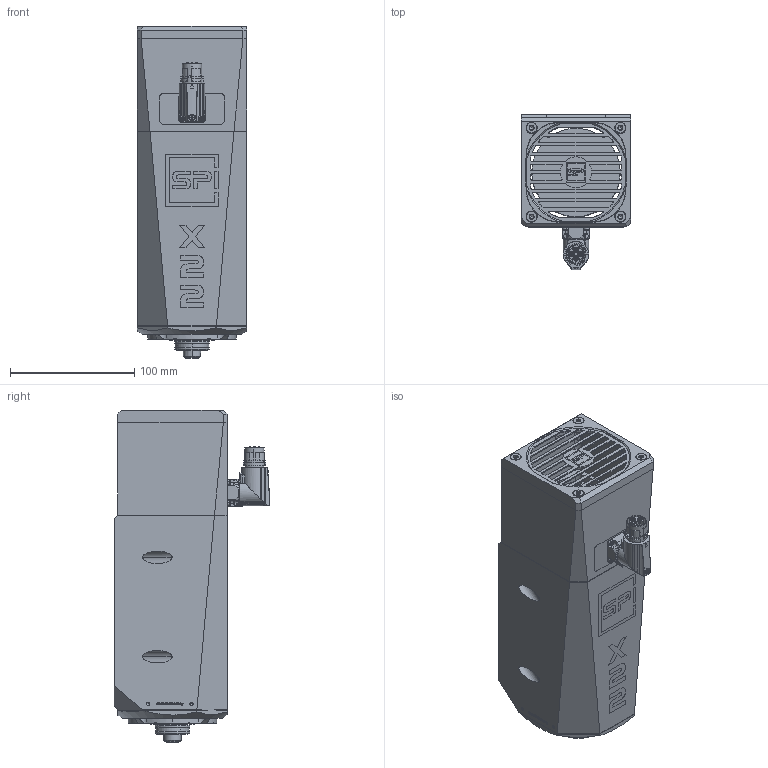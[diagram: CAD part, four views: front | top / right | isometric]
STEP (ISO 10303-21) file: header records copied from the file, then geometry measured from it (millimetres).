
FILE_DESCRIPTION (( 'STEP AP214' ), '1' );
FILE_NAME ('X22 Master Kunden-CAD.STEP', '2024-08-15T14:22:00', ( '' ), ( '' ), 'SwSTEP 2.0', 'SolidWorks 2020', '' );
FILE_SCHEMA (( 'AUTOMOTIVE_DESIGN' ));
Length unit declared in the file: millimetre
Products named in the file (21): C00707; C00098; B00069_B00069; C00007_C00007; C00117; C00113; B00020_B00020; X22 Master Kunden-CAD; B00023_B00023; B00011_B00011; B00024_Laserung; C00056_C00009; C00097; B00021_B00021; B00025_B00025; Teil1^X22 Master Kunden-CAD; C00487_C00487; B00022_B00022; C00489_C00489; B00090_B00090; C00053_C00019
Assembly tree (44 placements, depth 2):
  X22 Master Kunden-CAD
    B00090_B00090
    C00007_C00007
    B00023_B00023
    B00022_B00022
    C00117  x4
    C00098  x8
    B00011_B00011
    B00020_B00020
    B00069_B00069
    B00021_B00021
    B00025_B00025
    C00056_C00009
    C00053_C00019  x4
    C00707  x4
    B00024_Laserung
    C00097  x6
    C00487_C00487
    C00113  x4
    C00489_C00489
    Teil1^X22 Master Kunden-CAD
Bounding box: 88 x 125.5 x 267.17 mm (x, y, z)
Volume: 1240699.4 mm3; surface area: 294712.7 mm2
Topology: 44 solids, 52 shells, 5341 faces, 14212 edges, 9236 vertices
Faces by surface type: plane 2215, bspline 1270, cylinder 1239, cone 518, torus 99
Entity records: 243630 total; most frequent: CARTESIAN_POINT 100364, ORIENTED_EDGE 24567, DIRECTION 17857, EDGE_CURVE 12356, VERTEX_POINT 8162, LINE 7381, VECTOR 7381, AXIS2_PLACEMENT_3D 5238
